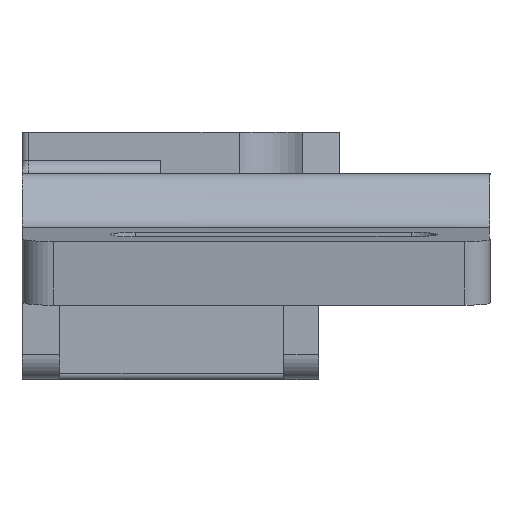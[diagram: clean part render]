
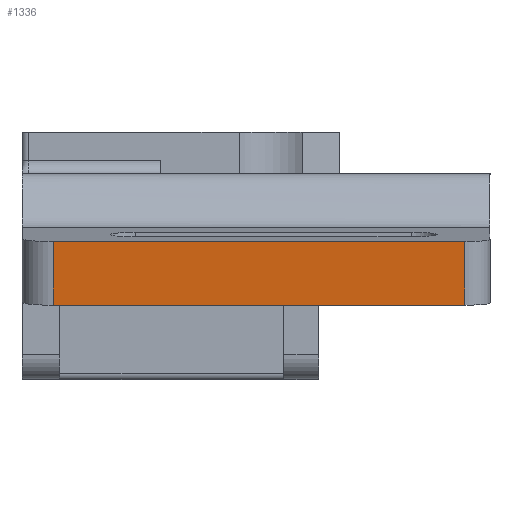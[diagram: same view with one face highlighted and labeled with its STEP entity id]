
A CAD part, left-side view. The second image highlights one B-rep face of the part: STEP entity #1336.
In plain terms, the highlighted planar face has unit normal (-0.996, 0, -0.087).
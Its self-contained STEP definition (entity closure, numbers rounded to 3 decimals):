
#33=PLANE('',#1432);
#81=FACE_OUTER_BOUND('',#150,.T.);
#150=EDGE_LOOP('',(#953,#954,#955,#956));
#242=LINE('',#2001,#388);
#243=LINE('',#2004,#389);
#244=LINE('',#2006,#390);
#245=LINE('',#2007,#391);
#388=VECTOR('',#1606,10.);
#389=VECTOR('',#1609,10.);
#390=VECTOR('',#1610,10.);
#391=VECTOR('',#1611,10.);
#586=VERTEX_POINT('',#1994);
#589=VERTEX_POINT('',#1999);
#590=VERTEX_POINT('',#2003);
#591=VERTEX_POINT('',#2005);
#733=EDGE_CURVE('',#589,#586,#242,.T.);
#734=EDGE_CURVE('',#589,#590,#243,.T.);
#735=EDGE_CURVE('',#591,#590,#244,.T.);
#736=EDGE_CURVE('',#591,#586,#245,.T.);
#953=ORIENTED_EDGE('',*,*,#733,.F.);
#954=ORIENTED_EDGE('',*,*,#734,.T.);
#955=ORIENTED_EDGE('',*,*,#735,.F.);
#956=ORIENTED_EDGE('',*,*,#736,.T.);
#1336=ADVANCED_FACE('',(#81),#33,.T.);
#1432=AXIS2_PLACEMENT_3D('',#2002,#1607,#1608);
#1606=DIRECTION('',(-0.087,0.,0.996));
#1607=DIRECTION('center_axis',(-0.996,0.,-0.087));
#1608=DIRECTION('ref_axis',(0.,-1.,0.));
#1609=DIRECTION('',(0.,-1.,0.));
#1610=DIRECTION('',(0.087,0.,-0.996));
#1611=DIRECTION('',(0.,1.,0.));
#1994=CARTESIAN_POINT('',(-53.914,47.85,44.481));
#1999=CARTESIAN_POINT('',(-53.471,47.85,39.422));
#2001=CARTESIAN_POINT('',(-53.409,47.85,38.713));
#2002=CARTESIAN_POINT('Origin',(-53.696,45.351,41.988));
#2003=CARTESIAN_POINT('',(-53.471,15.155,39.422));
#2004=CARTESIAN_POINT('',(-53.471,28.102,39.422));
#2005=CARTESIAN_POINT('',(-53.914,15.155,44.481));
#2006=CARTESIAN_POINT('',(-53.805,15.155,43.235));
#2007=CARTESIAN_POINT('',(-53.914,20.604,44.481));
